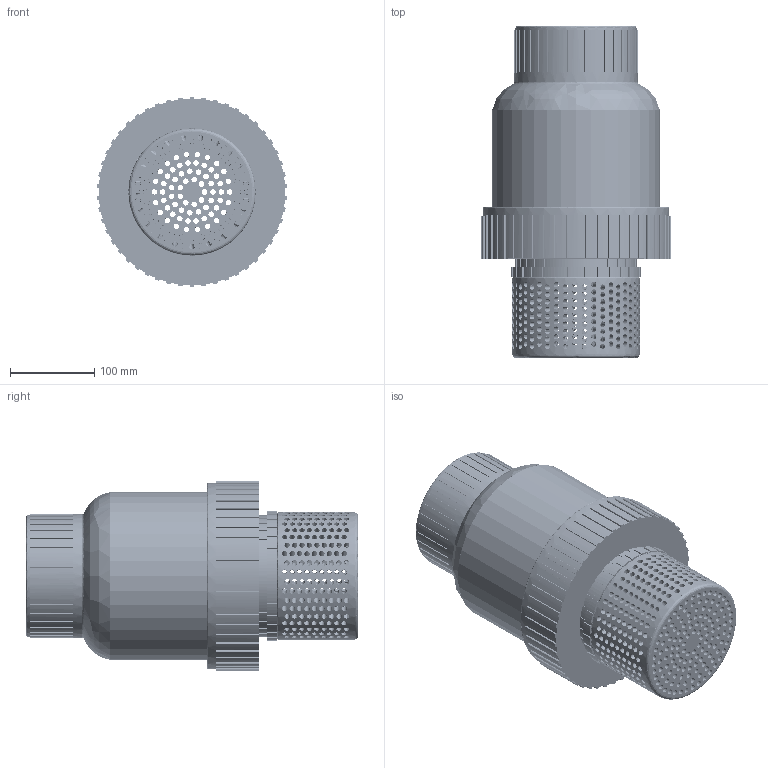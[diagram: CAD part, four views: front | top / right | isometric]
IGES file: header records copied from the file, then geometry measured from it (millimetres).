
Start section: SolidWorks IGES file using analytic representation for surfaces
Global section: file name: VP560TS_100A.IGS; native system: SolidWorks 2017; preprocessor: SolidWorks 2017; author: D1712-001!; date: 200519.172342; units: millimetre
Bounding box: 224.81 x 393 x 225 mm (x, y, z)
Surface area: 623922.1 mm2 (no closed solid volume)
Topology: 0 solids, 0 shells, 1998 faces, 69187 edges, 69187 vertices
Faces by surface type: revolution 1710, bspline 288
